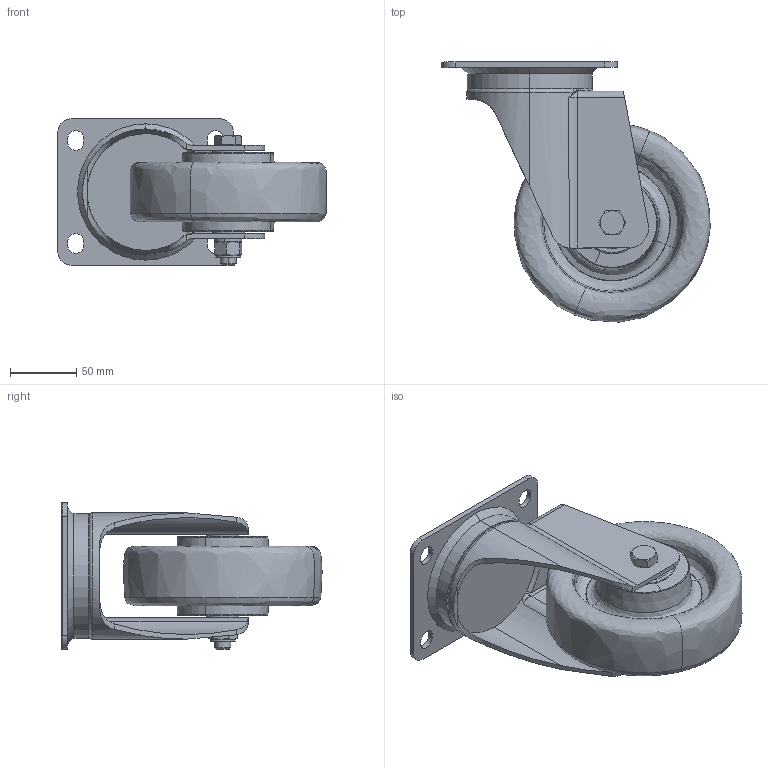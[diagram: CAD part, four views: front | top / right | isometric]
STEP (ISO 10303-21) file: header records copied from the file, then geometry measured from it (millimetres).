
FILE_DESCRIPTION (( 'STEP AP214' ), '1' );
FILE_NAME ('0029917_L-MV-PUZK-150-K-3_(A-05).step', '2019-10-14T10:30:24', ( '' ), ( '' ), 'SwSTEP 2.0', 'SolidWorks 2018', '' );
FILE_SCHEMA (( 'AUTOMOTIVE_DESIGN' ));
Length unit declared in the file: millimetre
Products named in the file (1): 0029917_L-MV-PUZK-150-K-3_(A-05)
Bounding box: 201.84 x 195.76 x 110 mm (x, y, z)
Volume: 894817.6 mm3; surface area: 254524.7 mm2
Topology: 18 solids, 18 shells, 435 faces, 1039 edges, 645 vertices
Faces by surface type: cylinder 122, plane 119, bspline 78, torus 58, cone 58
Entity records: 22183 total; most frequent: CARTESIAN_POINT 7436, ORIENTED_EDGE 2070, DIRECTION 2022, EDGE_CURVE 1035, AXIS2_PLACEMENT_3D 855, VERTEX_POINT 645, CIRCLE 497, EDGE_LOOP 486
